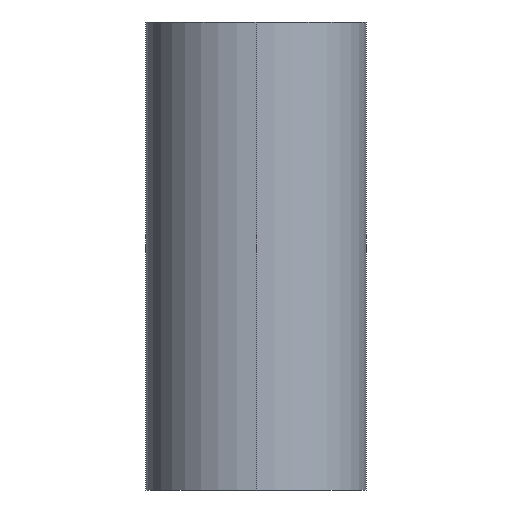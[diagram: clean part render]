
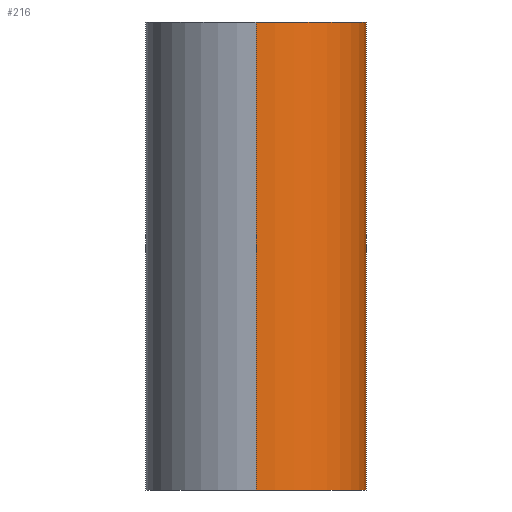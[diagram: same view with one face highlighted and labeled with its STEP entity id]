
A CAD part, left-side view. The second image highlights one B-rep face of the part: STEP entity #216.
In plain terms, the highlighted cylindrical face has radius 4 mm (diameter 8 mm), a partial arc.
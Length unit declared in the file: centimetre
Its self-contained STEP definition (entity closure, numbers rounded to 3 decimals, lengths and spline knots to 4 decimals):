
#2 = AXIS2_PLACEMENT_3D ( 'NONE', #83, #22, #225 ) ;
#10 = DIRECTION ( 'NONE',  ( 0., 0., -1. ) ) ;
#22 = DIRECTION ( 'NONE',  ( 0., 0., 1. ) ) ;
#39 = AXIS2_PLACEMENT_3D ( 'NONE', #64, #294, #365 ) ;
#40 = FACE_OUTER_BOUND ( 'NONE', #415, .T. ) ;
#45 = EDGE_CURVE ( 'NONE', #384, #247, #157, .T. ) ;
#51 = VERTEX_POINT ( 'NONE', #352 ) ;
#56 = ORIENTED_EDGE ( 'NONE', *, *, #209, .F. ) ;
#60 = LINE ( 'NONE', #252, #259 ) ;
#64 = CARTESIAN_POINT ( 'NONE',  ( -3., 0., 1.7 ) ) ;
#83 = CARTESIAN_POINT ( 'NONE',  ( -3., 0., 0. ) ) ;
#107 = CARTESIAN_POINT ( 'NONE',  ( -3.4, 0., 1.7 ) ) ;
#108 = DIRECTION ( 'NONE',  ( 0., 0., -1. ) ) ;
#117 = CARTESIAN_POINT ( 'NONE',  ( -3., 0., 1.7 ) ) ;
#120 = CARTESIAN_POINT ( 'NONE',  ( -3.4, 0., 0. ) ) ;
#145 = CIRCLE ( 'NONE', #39, 0.4 ) ;
#157 = CIRCLE ( 'NONE', #2, 0.4 ) ;
#164 = ORIENTED_EDGE ( 'NONE', *, *, #45, .T. ) ;
#183 = AXIS2_PLACEMENT_3D ( 'NONE', #117, #108, #378 ) ;
#187 = VERTEX_POINT ( 'NONE', #407 ) ;
#209 = EDGE_CURVE ( 'NONE', #51, #187, #145, .T. ) ;
#214 = VECTOR ( 'NONE', #10, 100. ) ;
#216 = ADVANCED_FACE ( 'NONE', ( #40 ), #275, .T. ) ;
#222 = ORIENTED_EDGE ( 'NONE', *, *, #319, .T. ) ;
#225 = DIRECTION ( 'NONE',  ( 1., 0., 0. ) ) ;
#247 = VERTEX_POINT ( 'NONE', #303 ) ;
#252 = CARTESIAN_POINT ( 'NONE',  ( -3., -0.4, 1.7 ) ) ;
#259 = VECTOR ( 'NONE', #331, 100. ) ;
#265 = EDGE_CURVE ( 'NONE', #187, #247, #60, .T. ) ;
#275 = CYLINDRICAL_SURFACE ( 'NONE', #183, 0.4 ) ;
#291 = ORIENTED_EDGE ( 'NONE', *, *, #265, .F. ) ;
#294 = DIRECTION ( 'NONE',  ( 0., 0., 1. ) ) ;
#303 = CARTESIAN_POINT ( 'NONE',  ( -3., -0.4, 0. ) ) ;
#319 = EDGE_CURVE ( 'NONE', #51, #384, #409, .T. ) ;
#331 = DIRECTION ( 'NONE',  ( 0., 0., -1. ) ) ;
#352 = CARTESIAN_POINT ( 'NONE',  ( -3.4, 0., 1.7 ) ) ;
#365 = DIRECTION ( 'NONE',  ( 1., 0., 0. ) ) ;
#378 = DIRECTION ( 'NONE',  ( -1., 0., 0. ) ) ;
#384 = VERTEX_POINT ( 'NONE', #120 ) ;
#407 = CARTESIAN_POINT ( 'NONE',  ( -3., -0.4, 1.7 ) ) ;
#409 = LINE ( 'NONE', #107, #214 ) ;
#415 = EDGE_LOOP ( 'NONE', ( #56, #222, #164, #291 ) ) ;
